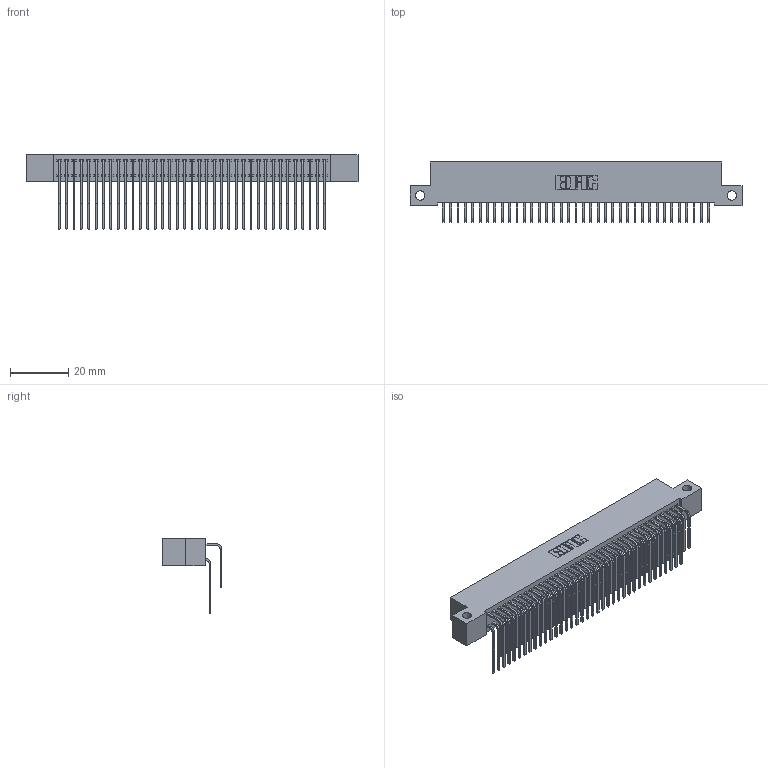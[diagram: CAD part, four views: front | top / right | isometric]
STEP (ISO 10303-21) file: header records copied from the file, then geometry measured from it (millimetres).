
FILE_DESCRIPTION (( 'STEP AP203' ), '1' );
FILE_NAME ('392-074-559-212.STEP', '2019-10-09T13:15:57', ( '' ), ( '' ), 'SwSTEP 2.0', 'SolidWorks 2016', '' );
FILE_SCHEMA (( 'CONFIG_CONTROL_DESIGN' ));
Length unit declared in the file: inch
Products named in the file (4): 342 Part_Side Mount; 345-292-001_558 559 Tail - 1; 345-292-001_559 Tail - 2; 392-074-559-212
Assembly tree (75 placements, depth 2):
  392-074-559-212
    342 Part_Side Mount
    345-292-001_558 559 Tail - 1  x37
    345-292-001_559 Tail - 2  x37
Bounding box: 114.3 x 20.64 x 25.78 mm (x, y, z)
Volume: 10599.1 mm3; surface area: 18900.8 mm2
Topology: 75 solids, 75 shells, 4106 faces, 12213 edges, 8042 vertices
Faces by surface type: plane 2878, cylinder 1228
Entity records: 26105 total; most frequent: CARTESIAN_POINT 4381, ORIENTED_EDGE 4266, DIRECTION 3733, EDGE_CURVE 2133, VECTOR 1965, LINE 1965, VERTEX_POINT 1418, AXIS2_PLACEMENT_3D 884
